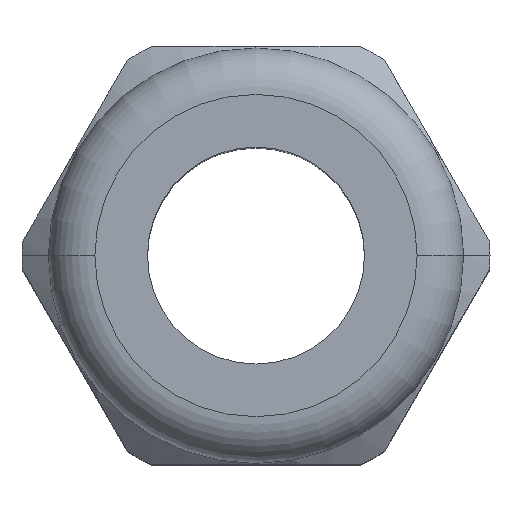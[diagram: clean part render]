
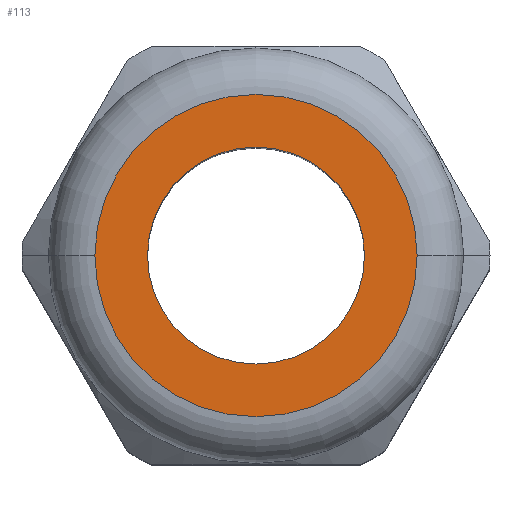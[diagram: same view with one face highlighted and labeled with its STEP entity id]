
A CAD part, top view. The second image highlights one B-rep face of the part: STEP entity #113.
In plain terms, the highlighted planar face has unit normal (0, 0, 1).
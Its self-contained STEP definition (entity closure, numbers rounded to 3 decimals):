
#87 = ORIENTED_EDGE ( 'NONE', *, *, #114, .T. ) ;
#88 = ORIENTED_EDGE ( 'NONE', *, *, #1530, .T. ) ;
#104 = ORIENTED_EDGE ( 'NONE', *, *, #216, .T. ) ;
#112 = EDGE_LOOP ( 'NONE', ( #88, #87 ) ) ;
#113 = ADVANCED_FACE ( 'NONE', ( #569, #532 ), #554, .T. ) ;
#114 = EDGE_CURVE ( 'NONE', #1524, #1521, #518, .T. ) ;
#118 = EDGE_LOOP ( 'NONE', ( #121, #104 ) ) ;
#121 = ORIENTED_EDGE ( 'NONE', *, *, #147, .T. ) ;
#147 = EDGE_CURVE ( 'NONE', #248, #273, #584, .T. ) ;
#216 = EDGE_CURVE ( 'NONE', #273, #248, #690, .T. ) ;
#248 = VERTEX_POINT ( 'NONE', #873 ) ;
#273 = VERTEX_POINT ( 'NONE', #819 ) ;
#492 = DIRECTION ( 'NONE',  ( 1., 0., 0. ) ) ;
#493 = DIRECTION ( 'NONE',  ( 0., 0., 1. ) ) ;
#505 = CARTESIAN_POINT ( 'NONE',  ( 0., 0., 38. ) ) ;
#518 = CIRCLE ( 'NONE', #568, 10.4 ) ;
#528 = DIRECTION ( 'NONE',  ( 1., 0., 0. ) ) ;
#529 = DIRECTION ( 'NONE',  ( 0., 0., 1. ) ) ;
#532 = FACE_OUTER_BOUND ( 'NONE', #112, .T. ) ;
#554 = PLANE ( 'NONE',  #563 ) ;
#563 = AXIS2_PLACEMENT_3D ( 'NONE', #505, #493, #492 ) ;
#567 = CARTESIAN_POINT ( 'NONE',  ( 0., 0., 38. ) ) ;
#568 = AXIS2_PLACEMENT_3D ( 'NONE', #567, #529, #528 ) ;
#569 = FACE_BOUND ( 'NONE', #118, .T. ) ;
#584 = CIRCLE ( 'NONE', #597, 7. ) ;
#597 = AXIS2_PLACEMENT_3D ( 'NONE', #604, #603, #602 ) ;
#602 = DIRECTION ( 'NONE',  ( -1., 0., 0. ) ) ;
#603 = DIRECTION ( 'NONE',  ( 0., 0., -1. ) ) ;
#604 = CARTESIAN_POINT ( 'NONE',  ( 0., 0., 38. ) ) ;
#685 = DIRECTION ( 'NONE',  ( 0., 0., -1. ) ) ;
#689 = DIRECTION ( 'NONE',  ( -1., 0., 0. ) ) ;
#690 = CIRCLE ( 'NONE', #692, 7. ) ;
#692 = AXIS2_PLACEMENT_3D ( 'NONE', #724, #685, #689 ) ;
#724 = CARTESIAN_POINT ( 'NONE',  ( 0., 0., 38. ) ) ;
#819 = CARTESIAN_POINT ( 'NONE',  ( 7., 0., 38. ) ) ;
#873 = CARTESIAN_POINT ( 'NONE',  ( -7., 0., 38. ) ) ;
#1177 = CIRCLE ( 'NONE', #1193, 10.4 ) ;
#1179 = DIRECTION ( 'NONE',  ( 1., 0., 0. ) ) ;
#1180 = DIRECTION ( 'NONE',  ( 0., 0., 1. ) ) ;
#1181 = CARTESIAN_POINT ( 'NONE',  ( 0., 0., 38. ) ) ;
#1193 = AXIS2_PLACEMENT_3D ( 'NONE', #1181, #1180, #1179 ) ;
#1203 = CARTESIAN_POINT ( 'NONE',  ( -10.4, 0., 38. ) ) ;
#1210 = CARTESIAN_POINT ( 'NONE',  ( 10.4, 0., 38. ) ) ;
#1521 = VERTEX_POINT ( 'NONE', #1210 ) ;
#1524 = VERTEX_POINT ( 'NONE', #1203 ) ;
#1530 = EDGE_CURVE ( 'NONE', #1521, #1524, #1177, .T. ) ;
